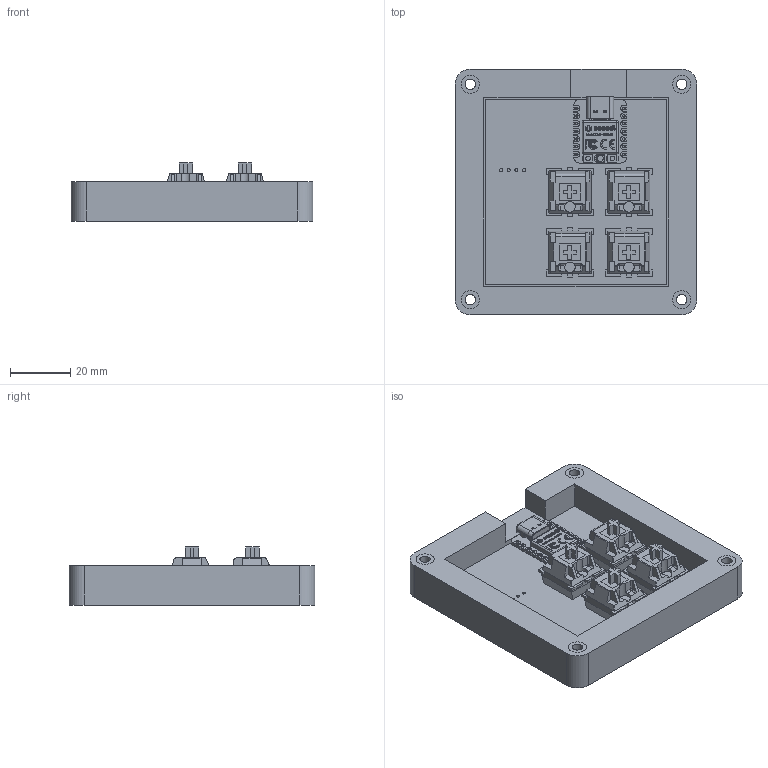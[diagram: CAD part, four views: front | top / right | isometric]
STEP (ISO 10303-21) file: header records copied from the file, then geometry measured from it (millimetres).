
FILE_DESCRIPTION(/* description */ (''),/* implementation_level */ '2;1');
FILE_NAME(/* name */ 'MacropadCase.step',/* time_stamp */ '2026-01-04T19:58:07-06:00',/* author */ (''),/* organization */ (''),/* preprocessor_version */ 'ST-DEVELOPER v20.1',/* originating_system */ 'Autodesk Translation Framework v14.21.0.0',/* authorisation */ '');
FILE_SCHEMA (('AUTOMOTIVE_DESIGN { 1 0 10303 214 3 1 1 }'));
Length unit declared in the file: millimetre
Products named in the file (21): 2026-01-02-02-19-46-099; 2026-01-02-02-23-08-239; 2026-01-03-00-52-32-219; 2026-01-03-00-52-32-220; 2026-01-03-00-52-32-221; 2026-01-03-00-52-32-222; 2026-01-03-00-52-32-223; 2026-01-03-00-52-32-224; 2026-01-03-00-52-32-225; 2026-01-03-00-52-32-226; 2026-01-03-00-52-32-227; 2026-01-03-00-52-32-228; 2026-01-03-00-52-32-229; 2026-01-03-02-12-07-531; 2026-01-03-02-12-07-531_1; 2026-01-03-02-12-07-531_2; 2026-01-03-02-12-07-531_3; 2026-01-03-02-12-07-532; 2026-01-03-02-12-07-533; 2026-01-05-00-37-00-122; 2026-01-05-00-37-00-123
Assembly tree (26 placements, depth 6):
  2026-01-02-02-19-46-099
    2026-01-02-02-23-08-239
      2026-01-03-00-52-32-219
        2026-01-03-00-52-32-220
          2026-01-03-00-52-32-221
          2026-01-03-00-52-32-222
          2026-01-03-00-52-32-223
            2026-01-03-00-52-32-224
            2026-01-03-00-52-32-225
            2026-01-03-00-52-32-226
            2026-01-03-00-52-32-227
            2026-01-03-00-52-32-228
          2026-01-03-00-52-32-229
      2026-01-03-02-12-07-531
        2026-01-03-02-12-07-532
        2026-01-03-02-12-07-533
      2026-01-03-02-12-07-531_1
        2026-01-03-02-12-07-532
        2026-01-03-02-12-07-533
      2026-01-03-02-12-07-531_2
        2026-01-03-02-12-07-532
        2026-01-03-02-12-07-533
      2026-01-03-02-12-07-531_3
        2026-01-03-02-12-07-532
        2026-01-03-02-12-07-533
    2026-01-05-00-37-00-122
      2026-01-05-00-37-00-123
Bounding box: 80 x 81.3 x 19.25 mm (x, y, z)
Volume: 57475.2 mm3; surface area: 38249.2 mm2
Topology: 121 solids, 121 shells, 1835 faces, 4626 edges, 3032 vertices
Faces by surface type: plane 1287, cylinder 315, bspline 185, cone 18, sphere 18, torus 12
Full cylindrical faces by diameter (mm): 0.4 x1, 0.5 x2, 0.8 x14, 0.889 x14, 1 x4, 1.5 x10, 1.6 x8, 1.7 x8, 2 x1, 3.4 x4, 3.85 x4, 4 x4, 6 x8
Entity records: 45160 total; most frequent: CARTESIAN_POINT 10017, ORIENTED_EDGE 7298, DIRECTION 6469, EDGE_CURVE 3649, LINE 2733, VECTOR 2733, VERTEX_POINT 2396, AXIS2_PLACEMENT_3D 1868
